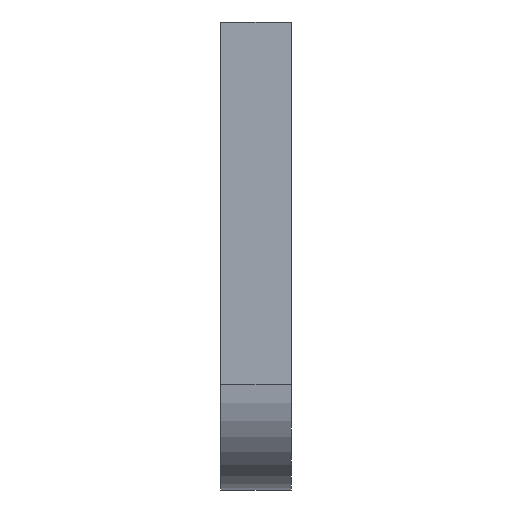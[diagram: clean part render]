
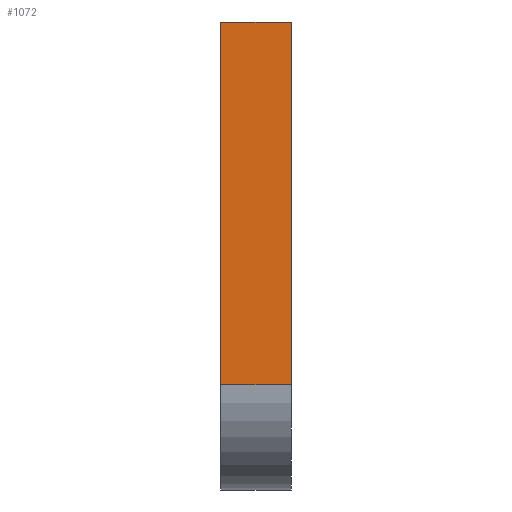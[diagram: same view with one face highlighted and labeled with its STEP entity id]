
A CAD part, front view. The second image highlights one B-rep face of the part: STEP entity #1072.
In plain terms, the highlighted planar face has unit normal (0, -1, 0).
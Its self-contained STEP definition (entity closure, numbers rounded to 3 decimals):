
#63 = VERTEX_POINT('',#64);
#64 = CARTESIAN_POINT('',(15.,-75.,6.));
#70 = EDGE_CURVE('',#63,#71,#73,.T.);
#71 = VERTEX_POINT('',#72);
#72 = CARTESIAN_POINT('',(15.,-75.,-25.));
#73 = LINE('',#74,#75);
#74 = CARTESIAN_POINT('',(15.,-75.,6.));
#75 = VECTOR('',#76,1.);
#76 = DIRECTION('',(0.,0.,-1.));
#577 = VERTEX_POINT('',#578);
#578 = CARTESIAN_POINT('',(21.,-75.,6.));
#584 = EDGE_CURVE('',#63,#577,#585,.T.);
#585 = LINE('',#586,#587);
#586 = CARTESIAN_POINT('',(15.,-75.,6.));
#587 = VECTOR('',#588,1.);
#588 = DIRECTION('',(1.,0.,0.));
#601 = EDGE_CURVE('',#577,#602,#604,.T.);
#602 = VERTEX_POINT('',#603);
#603 = CARTESIAN_POINT('',(21.,-75.,-25.));
#604 = LINE('',#605,#606);
#605 = CARTESIAN_POINT('',(21.,-75.,6.));
#606 = VECTOR('',#607,1.);
#607 = DIRECTION('',(0.,0.,-1.));
#1072 = ADVANCED_FACE('',(#1073),#1084,.F.);
#1073 = FACE_BOUND('',#1074,.F.);
#1074 = EDGE_LOOP('',(#1075,#1076,#1077,#1078));
#1075 = ORIENTED_EDGE('',*,*,#70,.F.);
#1076 = ORIENTED_EDGE('',*,*,#584,.T.);
#1077 = ORIENTED_EDGE('',*,*,#601,.T.);
#1078 = ORIENTED_EDGE('',*,*,#1079,.F.);
#1079 = EDGE_CURVE('',#71,#602,#1080,.T.);
#1080 = LINE('',#1081,#1082);
#1081 = CARTESIAN_POINT('',(15.,-75.,-25.));
#1082 = VECTOR('',#1083,1.);
#1083 = DIRECTION('',(1.,0.,0.));
#1084 = PLANE('',#1085);
#1085 = AXIS2_PLACEMENT_3D('',#1086,#1087,#1088);
#1086 = CARTESIAN_POINT('',(15.,-75.,6.));
#1087 = DIRECTION('',(0.,1.,0.));
#1088 = DIRECTION('',(0.,0.,-1.));
